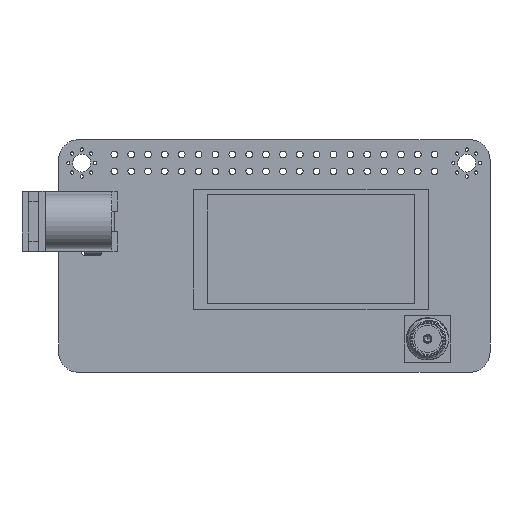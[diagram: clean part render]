
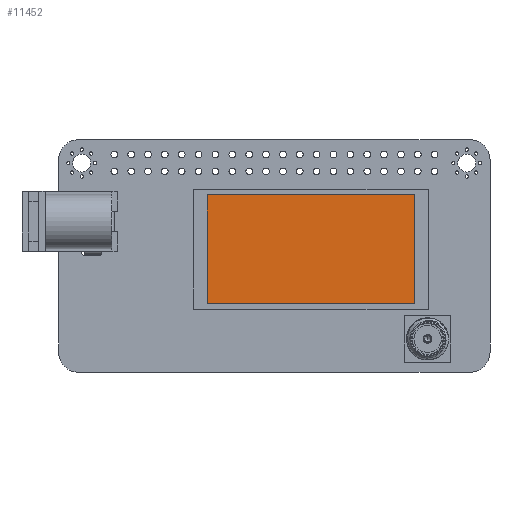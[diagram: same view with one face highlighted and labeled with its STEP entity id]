
A CAD part, top view. The second image highlights one B-rep face of the part: STEP entity #11452.
In plain terms, the highlighted face is planar.
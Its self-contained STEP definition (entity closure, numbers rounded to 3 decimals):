
#11158 = PLANE('',#11159);
#11159 = AXIS2_PLACEMENT_3D('',#11160,#11161,#11162);
#11160 = CARTESIAN_POINT('',(2.1,1.,-17.2));
#11161 = DIRECTION('',(-1.,0.,0.));
#11162 = DIRECTION('',(0.,0.,1.));
#11186 = PLANE('',#11187);
#11187 = AXIS2_PLACEMENT_3D('',#11188,#11189,#11190);
#11188 = CARTESIAN_POINT('',(2.1,1.,-0.8));
#11189 = DIRECTION('',(0.,0.,1.));
#11190 = DIRECTION('',(1.,0.,-0.));
#11214 = PLANE('',#11215);
#11215 = AXIS2_PLACEMENT_3D('',#11216,#11217,#11218);
#11216 = CARTESIAN_POINT('',(33.3,1.,-0.8));
#11217 = DIRECTION('',(1.,0.,0.));
#11218 = DIRECTION('',(0.,0.,-1.));
#11240 = PLANE('',#11241);
#11241 = AXIS2_PLACEMENT_3D('',#11242,#11243,#11244);
#11242 = CARTESIAN_POINT('',(33.3,1.,-17.2));
#11243 = DIRECTION('',(0.,0.,-1.));
#11244 = DIRECTION('',(-1.,0.,0.));
#11257 = VERTEX_POINT('',#11258);
#11258 = CARTESIAN_POINT('',(2.1,3.85,-17.2));
#11279 = EDGE_CURVE('',#11280,#11257,#11282,.T.);
#11280 = VERTEX_POINT('',#11281);
#11281 = CARTESIAN_POINT('',(33.3,3.85,-17.2));
#11282 = SURFACE_CURVE('',#11283,(#11287,#11294),.PCURVE_S1.);
#11283 = LINE('',#11284,#11285);
#11284 = CARTESIAN_POINT('',(33.3,3.85,-17.2));
#11285 = VECTOR('',#11286,1.);
#11286 = DIRECTION('',(-1.,0.,0.));
#11287 = PCURVE('',#11240,#11288);
#11288 = DEFINITIONAL_REPRESENTATION('',(#11289),#11293);
#11289 = LINE('',#11290,#11291);
#11290 = CARTESIAN_POINT('',(0.,2.85));
#11291 = VECTOR('',#11292,1.);
#11292 = DIRECTION('',(1.,0.));
#11293 = ( GEOMETRIC_REPRESENTATION_CONTEXT(2) 
PARAMETRIC_REPRESENTATION_CONTEXT() REPRESENTATION_CONTEXT('2D SPACE',''
  ) );
#11294 = PCURVE('',#11295,#11300);
#11295 = PLANE('',#11296);
#11296 = AXIS2_PLACEMENT_3D('',#11297,#11298,#11299);
#11297 = CARTESIAN_POINT('',(17.7,3.85,-9.));
#11298 = DIRECTION('',(0.,1.,0.));
#11299 = DIRECTION('',(0.,-0.,1.));
#11300 = DEFINITIONAL_REPRESENTATION('',(#11301),#11305);
#11301 = LINE('',#11302,#11303);
#11302 = CARTESIAN_POINT('',(-8.2,15.6));
#11303 = VECTOR('',#11304,1.);
#11304 = DIRECTION('',(0.,-1.));
#11305 = ( GEOMETRIC_REPRESENTATION_CONTEXT(2) 
PARAMETRIC_REPRESENTATION_CONTEXT() REPRESENTATION_CONTEXT('2D SPACE',''
  ) );
#11333 = EDGE_CURVE('',#11334,#11280,#11336,.T.);
#11334 = VERTEX_POINT('',#11335);
#11335 = CARTESIAN_POINT('',(33.3,3.85,-0.8));
#11336 = SURFACE_CURVE('',#11337,(#11341,#11348),.PCURVE_S1.);
#11337 = LINE('',#11338,#11339);
#11338 = CARTESIAN_POINT('',(33.3,3.85,-0.8));
#11339 = VECTOR('',#11340,1.);
#11340 = DIRECTION('',(0.,0.,-1.));
#11341 = PCURVE('',#11214,#11342);
#11342 = DEFINITIONAL_REPRESENTATION('',(#11343),#11347);
#11343 = LINE('',#11344,#11345);
#11344 = CARTESIAN_POINT('',(0.,2.85));
#11345 = VECTOR('',#11346,1.);
#11346 = DIRECTION('',(1.,0.));
#11347 = ( GEOMETRIC_REPRESENTATION_CONTEXT(2) 
PARAMETRIC_REPRESENTATION_CONTEXT() REPRESENTATION_CONTEXT('2D SPACE',''
  ) );
#11348 = PCURVE('',#11295,#11349);
#11349 = DEFINITIONAL_REPRESENTATION('',(#11350),#11354);
#11350 = LINE('',#11351,#11352);
#11351 = CARTESIAN_POINT('',(8.2,15.6));
#11352 = VECTOR('',#11353,1.);
#11353 = DIRECTION('',(-1.,0.));
#11354 = ( GEOMETRIC_REPRESENTATION_CONTEXT(2) 
PARAMETRIC_REPRESENTATION_CONTEXT() REPRESENTATION_CONTEXT('2D SPACE',''
  ) );
#11382 = EDGE_CURVE('',#11383,#11334,#11385,.T.);
#11383 = VERTEX_POINT('',#11384);
#11384 = CARTESIAN_POINT('',(2.1,3.85,-0.8));
#11385 = SURFACE_CURVE('',#11386,(#11390,#11397),.PCURVE_S1.);
#11386 = LINE('',#11387,#11388);
#11387 = CARTESIAN_POINT('',(2.1,3.85,-0.8));
#11388 = VECTOR('',#11389,1.);
#11389 = DIRECTION('',(1.,0.,0.));
#11390 = PCURVE('',#11186,#11391);
#11391 = DEFINITIONAL_REPRESENTATION('',(#11392),#11396);
#11392 = LINE('',#11393,#11394);
#11393 = CARTESIAN_POINT('',(0.,2.85));
#11394 = VECTOR('',#11395,1.);
#11395 = DIRECTION('',(1.,0.));
#11396 = ( GEOMETRIC_REPRESENTATION_CONTEXT(2) 
PARAMETRIC_REPRESENTATION_CONTEXT() REPRESENTATION_CONTEXT('2D SPACE',''
  ) );
#11397 = PCURVE('',#11295,#11398);
#11398 = DEFINITIONAL_REPRESENTATION('',(#11399),#11403);
#11399 = LINE('',#11400,#11401);
#11400 = CARTESIAN_POINT('',(8.2,-15.6));
#11401 = VECTOR('',#11402,1.);
#11402 = DIRECTION('',(0.,1.));
#11403 = ( GEOMETRIC_REPRESENTATION_CONTEXT(2) 
PARAMETRIC_REPRESENTATION_CONTEXT() REPRESENTATION_CONTEXT('2D SPACE',''
  ) );
#11431 = EDGE_CURVE('',#11257,#11383,#11432,.T.);
#11432 = SURFACE_CURVE('',#11433,(#11437,#11444),.PCURVE_S1.);
#11433 = LINE('',#11434,#11435);
#11434 = CARTESIAN_POINT('',(2.1,3.85,-17.2));
#11435 = VECTOR('',#11436,1.);
#11436 = DIRECTION('',(0.,0.,1.));
#11437 = PCURVE('',#11158,#11438);
#11438 = DEFINITIONAL_REPRESENTATION('',(#11439),#11443);
#11439 = LINE('',#11440,#11441);
#11440 = CARTESIAN_POINT('',(0.,2.85));
#11441 = VECTOR('',#11442,1.);
#11442 = DIRECTION('',(1.,0.));
#11443 = ( GEOMETRIC_REPRESENTATION_CONTEXT(2) 
PARAMETRIC_REPRESENTATION_CONTEXT() REPRESENTATION_CONTEXT('2D SPACE',''
  ) );
#11444 = PCURVE('',#11295,#11445);
#11445 = DEFINITIONAL_REPRESENTATION('',(#11446),#11450);
#11446 = LINE('',#11447,#11448);
#11447 = CARTESIAN_POINT('',(-8.2,-15.6));
#11448 = VECTOR('',#11449,1.);
#11449 = DIRECTION('',(1.,0.));
#11450 = ( GEOMETRIC_REPRESENTATION_CONTEXT(2) 
PARAMETRIC_REPRESENTATION_CONTEXT() REPRESENTATION_CONTEXT('2D SPACE',''
  ) );
#11452 = ADVANCED_FACE('',(#11453),#11295,.T.);
#11453 = FACE_BOUND('',#11454,.T.);
#11454 = EDGE_LOOP('',(#11455,#11456,#11457,#11458));
#11455 = ORIENTED_EDGE('',*,*,#11431,.T.);
#11456 = ORIENTED_EDGE('',*,*,#11382,.T.);
#11457 = ORIENTED_EDGE('',*,*,#11333,.T.);
#11458 = ORIENTED_EDGE('',*,*,#11279,.T.);
